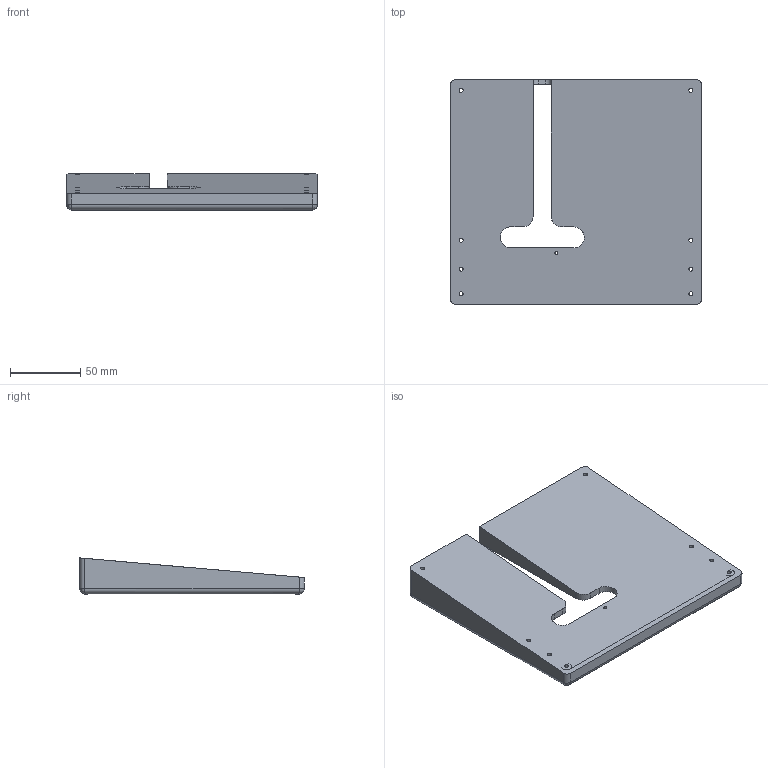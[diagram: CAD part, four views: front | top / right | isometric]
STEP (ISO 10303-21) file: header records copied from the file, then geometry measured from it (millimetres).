
FILE_DESCRIPTION(/* description */ ('','CAx-IF Rec.Pracs.---Representation and Presentation of Product Manufacturing Information (PMI)---4.0---2014-10-13'),/* implementation_level */ '2;1');
FILE_NAME(/* name */ 'peacock-low-case-v5.step',/* time_stamp */ '2024-12-31T10:18:56-05:00',/* author */ (''),/* organization */ (''),/* preprocessor_version */ 'ST-DEVELOPER v20',/* originating_system */ 'Autodesk Translation Framework v13.20.0.188',/* authorisation */ '');
FILE_SCHEMA (('AP242_MANAGED_MODEL_BASED_3D_ENGINEERING_MIM_LF { 1 0 10303 442 1 1 4 }'));
Length unit declared in the file: millimetre
Products named in the file (1): trackpad-low
Bounding box: 179 x 160.17 x 25.83 mm (x, y, z)
Volume: 208249.3 mm3; surface area: 77484.4 mm2
Topology: 1 solids, 1 shells, 542 faces, 1370 edges, 790 vertices
Faces by surface type: plane 348, cylinder 174, bspline 13, torus 7
Full cylindrical faces by diameter (mm): 2.2 x1, 2.9 x4, 2.95 x4, 7.468 x2
Entity records: 16820 total; most frequent: CARTESIAN_POINT 3555, DIRECTION 2838, ORIENTED_EDGE 2734, EDGE_CURVE 1367, AXIS2_PLACEMENT_3D 963, LINE 912, VECTOR 912, VERTEX_POINT 790
